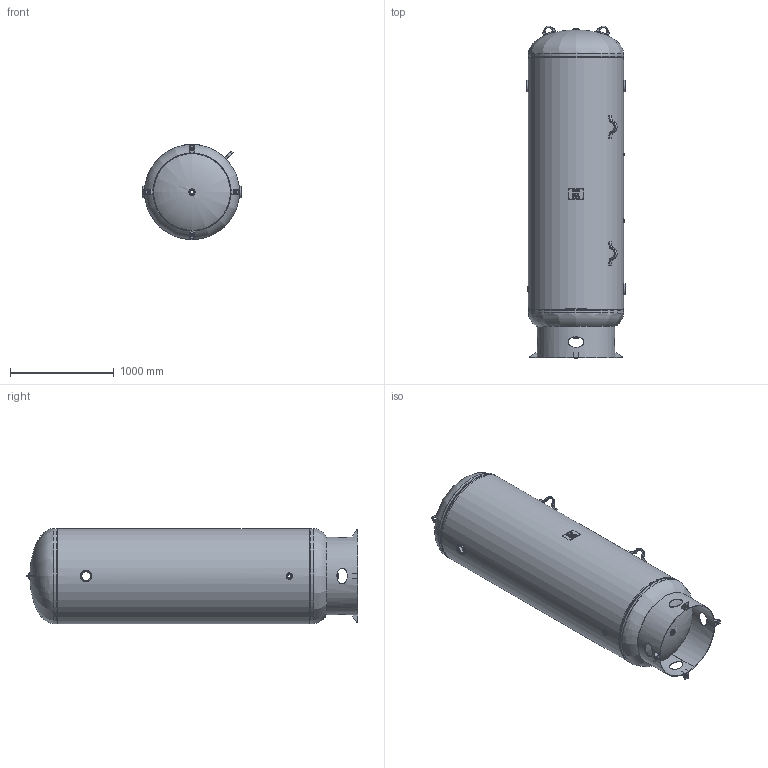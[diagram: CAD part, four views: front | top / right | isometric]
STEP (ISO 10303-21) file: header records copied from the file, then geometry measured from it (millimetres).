
FILE_DESCRIPTION(/* description */ ('36 X 117 200# VERT ASME STOCK 500 GAL W/3" IN/OUT'),/* implementation_level */ '2;1');
FILE_NAME(/* name */ 'SPVG_A10130.stp',/* time_stamp */ '2020-03-07T10:04:38-06:00',/* author */ ('kim.thoune'),/* organization */ (''),/* preprocessor_version */ 'ST-DEVELOPER v16.5',/* originating_system */ 'Autodesk Inventor 2017',/* authorisation */ '');
FILE_SCHEMA (('AUTOMOTIVE_DESIGN { 1 0 10303 214 3 1 1 }'));
Length unit declared in the file: inch
Products named in the file (17): A10130; A10130-2HD; 910-597; A10130-3HD; 910-597_1; S102192; S102192-1; S101519-P; F100250; F100500; F103001; F101000; 64-784; 67-8548; 60-140; 64-053; 37-2573
Assembly tree (25 placements, depth 3):
  A10130
    A10130-2HD
      910-597
    A10130-3HD
      910-597_1
    S102192
      S102192-1
      S101519-P  x4
    F100250
    F100500
    F103001  x3
    F101000  x3
    64-784  x2
    67-8548  x2
    60-140
      64-053
    37-2573
Bounding box: 949.35 x 3193.57 x 915.61 mm (x, y, z)
Volume: 60721715.8 mm3; surface area: 19633298.8 mm2
Topology: 21 solids, 21 shells, 513 faces, 1294 edges, 846 vertices
Faces by surface type: plane 276, cylinder 109, bspline 72, torus 45, cone 11
Full cylindrical faces by diameter (mm): 6.35 x4, 11.455 x1, 12.7 x2, 18.644 x1, 26.987 x2, 30.302 x3, 31.75 x1, 43.256 x3, 44.45 x3, 46.037 x3, 60.325 x3, 82.55 x3, 96.837 x3, 98.425 x3, 107.95 x3, 739.8 x1, 749.3 x1, 889 x2, 901.7 x5, 914.4 x3
Entity records: 14121 total; most frequent: CARTESIAN_POINT 5188, ORIENTED_EDGE 1716, DIRECTION 1640, EDGE_CURVE 858, VERTEX_POINT 599, AXIS2_PLACEMENT_3D 553, LINE 534, VECTOR 534
